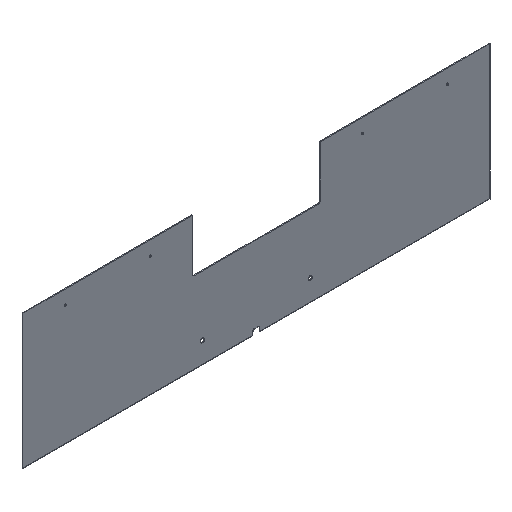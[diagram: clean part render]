
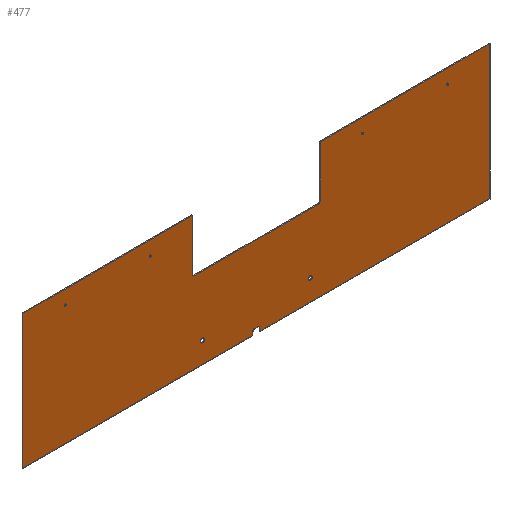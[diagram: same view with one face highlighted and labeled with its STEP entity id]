
A CAD part, isometric view. The second image highlights one B-rep face of the part: STEP entity #477.
In plain terms, the highlighted planar face has unit normal (0, -1, 0).
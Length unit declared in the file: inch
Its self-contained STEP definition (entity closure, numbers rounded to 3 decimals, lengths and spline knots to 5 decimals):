
#14=LINE('',#723,#54);
#15=LINE('',#727,#55);
#16=LINE('',#729,#56);
#17=LINE('',#731,#57);
#18=LINE('',#733,#58);
#19=LINE('',#735,#59);
#20=LINE('',#739,#60);
#21=LINE('',#743,#61);
#22=LINE('',#745,#62);
#23=LINE('',#747,#63);
#24=LINE('',#749,#64);
#25=LINE('',#751,#65);
#54=VECTOR('',#599,39.37008);
#55=VECTOR('',#602,39.37008);
#56=VECTOR('',#603,39.37008);
#57=VECTOR('',#604,39.37008);
#58=VECTOR('',#605,39.37008);
#59=VECTOR('',#606,39.37008);
#60=VECTOR('',#609,39.37008);
#61=VECTOR('',#612,39.37008);
#62=VECTOR('',#613,39.37008);
#63=VECTOR('',#614,39.37008);
#64=VECTOR('',#615,39.37008);
#65=VECTOR('',#616,39.37008);
#94=PLANE('',#533);
#114=FACE_BOUND('',#163,.T.);
#115=FACE_BOUND('',#164,.T.);
#116=FACE_BOUND('',#165,.T.);
#117=FACE_BOUND('',#166,.T.);
#118=FACE_BOUND('',#167,.T.);
#119=FACE_BOUND('',#168,.T.);
#132=FACE_OUTER_BOUND('',#162,.T.);
#162=EDGE_LOOP('',(#328,#329,#330,#331,#332,#333,#334,#335,#336,#337,#338,
#339,#340,#341,#342,#343));
#163=EDGE_LOOP('',(#344));
#164=EDGE_LOOP('',(#345));
#165=EDGE_LOOP('',(#346));
#166=EDGE_LOOP('',(#347));
#167=EDGE_LOOP('',(#348));
#168=EDGE_LOOP('',(#349));
#193=CIRCLE('',#517,0.28125);
#195=CIRCLE('',#520,0.28125);
#196=CIRCLE('',#522,0.125);
#198=CIRCLE('',#525,0.125);
#200=CIRCLE('',#528,0.125);
#202=CIRCLE('',#531,0.125);
#204=CIRCLE('',#534,0.25);
#205=CIRCLE('',#535,0.25);
#206=CIRCLE('',#536,0.25);
#207=CIRCLE('',#537,0.25);
#213=VERTEX_POINT('',#693);
#215=VERTEX_POINT('',#698);
#216=VERTEX_POINT('',#701);
#218=VERTEX_POINT('',#706);
#220=VERTEX_POINT('',#711);
#222=VERTEX_POINT('',#716);
#224=VERTEX_POINT('',#721);
#225=VERTEX_POINT('',#722);
#226=VERTEX_POINT('',#724);
#227=VERTEX_POINT('',#726);
#228=VERTEX_POINT('',#728);
#229=VERTEX_POINT('',#730);
#230=VERTEX_POINT('',#732);
#231=VERTEX_POINT('',#734);
#232=VERTEX_POINT('',#736);
#233=VERTEX_POINT('',#738);
#234=VERTEX_POINT('',#740);
#235=VERTEX_POINT('',#742);
#236=VERTEX_POINT('',#744);
#237=VERTEX_POINT('',#746);
#238=VERTEX_POINT('',#748);
#239=VERTEX_POINT('',#750);
#257=EDGE_CURVE('',#213,#213,#193,.T.);
#259=EDGE_CURVE('',#215,#215,#195,.T.);
#260=EDGE_CURVE('',#216,#216,#196,.T.);
#262=EDGE_CURVE('',#218,#218,#198,.T.);
#264=EDGE_CURVE('',#220,#220,#200,.T.);
#266=EDGE_CURVE('',#222,#222,#202,.T.);
#268=EDGE_CURVE('',#224,#225,#14,.T.);
#269=EDGE_CURVE('',#225,#226,#204,.T.);
#270=EDGE_CURVE('',#226,#227,#15,.T.);
#271=EDGE_CURVE('',#227,#228,#16,.T.);
#272=EDGE_CURVE('',#228,#229,#17,.T.);
#273=EDGE_CURVE('',#229,#230,#18,.T.);
#274=EDGE_CURVE('',#230,#231,#19,.T.);
#275=EDGE_CURVE('',#231,#232,#205,.T.);
#276=EDGE_CURVE('',#232,#233,#20,.T.);
#277=EDGE_CURVE('',#233,#234,#206,.T.);
#278=EDGE_CURVE('',#234,#235,#21,.T.);
#279=EDGE_CURVE('',#235,#236,#22,.T.);
#280=EDGE_CURVE('',#236,#237,#23,.T.);
#281=EDGE_CURVE('',#237,#238,#24,.T.);
#282=EDGE_CURVE('',#238,#239,#25,.T.);
#283=EDGE_CURVE('',#239,#224,#207,.T.);
#328=ORIENTED_EDGE('',*,*,#268,.T.);
#329=ORIENTED_EDGE('',*,*,#269,.T.);
#330=ORIENTED_EDGE('',*,*,#270,.T.);
#331=ORIENTED_EDGE('',*,*,#271,.T.);
#332=ORIENTED_EDGE('',*,*,#272,.T.);
#333=ORIENTED_EDGE('',*,*,#273,.T.);
#334=ORIENTED_EDGE('',*,*,#274,.T.);
#335=ORIENTED_EDGE('',*,*,#275,.T.);
#336=ORIENTED_EDGE('',*,*,#276,.T.);
#337=ORIENTED_EDGE('',*,*,#277,.T.);
#338=ORIENTED_EDGE('',*,*,#278,.T.);
#339=ORIENTED_EDGE('',*,*,#279,.T.);
#340=ORIENTED_EDGE('',*,*,#280,.T.);
#341=ORIENTED_EDGE('',*,*,#281,.T.);
#342=ORIENTED_EDGE('',*,*,#282,.T.);
#343=ORIENTED_EDGE('',*,*,#283,.T.);
#344=ORIENTED_EDGE('',*,*,#257,.T.);
#345=ORIENTED_EDGE('',*,*,#259,.T.);
#346=ORIENTED_EDGE('',*,*,#260,.T.);
#347=ORIENTED_EDGE('',*,*,#262,.T.);
#348=ORIENTED_EDGE('',*,*,#264,.T.);
#349=ORIENTED_EDGE('',*,*,#266,.T.);
#477=ADVANCED_FACE('',(#132,#114,#115,#116,#117,#118,#119),#94,.T.);
#517=AXIS2_PLACEMENT_3D('',#694,#565,#566);
#520=AXIS2_PLACEMENT_3D('',#699,#571,#572);
#522=AXIS2_PLACEMENT_3D('',#702,#575,#576);
#525=AXIS2_PLACEMENT_3D('',#707,#581,#582);
#528=AXIS2_PLACEMENT_3D('',#712,#587,#588);
#531=AXIS2_PLACEMENT_3D('',#717,#593,#594);
#533=AXIS2_PLACEMENT_3D('',#720,#597,#598);
#534=AXIS2_PLACEMENT_3D('',#725,#600,#601);
#535=AXIS2_PLACEMENT_3D('',#737,#607,#608);
#536=AXIS2_PLACEMENT_3D('',#741,#610,#611);
#537=AXIS2_PLACEMENT_3D('',#752,#617,#618);
#565=DIRECTION('center_axis',(0.,1.,0.));
#566=DIRECTION('ref_axis',(0.,0.,-1.));
#571=DIRECTION('center_axis',(0.,1.,0.));
#572=DIRECTION('ref_axis',(0.,0.,-1.));
#575=DIRECTION('center_axis',(0.,1.,0.));
#576=DIRECTION('ref_axis',(0.,0.,1.));
#581=DIRECTION('center_axis',(0.,1.,0.));
#582=DIRECTION('ref_axis',(0.,0.,1.));
#587=DIRECTION('center_axis',(0.,1.,0.));
#588=DIRECTION('ref_axis',(0.,0.,1.));
#593=DIRECTION('center_axis',(0.,1.,0.));
#594=DIRECTION('ref_axis',(0.,0.,1.));
#597=DIRECTION('center_axis',(0.,-1.,0.));
#598=DIRECTION('ref_axis',(0.,0.,-1.));
#599=DIRECTION('',(1.,0.,0.));
#600=DIRECTION('center_axis',(0.,1.,0.));
#601=DIRECTION('ref_axis',(0.,0.,1.));
#602=DIRECTION('',(0.,0.,-1.));
#603=DIRECTION('',(1.,0.,0.));
#604=DIRECTION('',(0.,0.,1.));
#605=DIRECTION('',(-1.,0.,0.));
#606=DIRECTION('',(0.,0.,-1.));
#607=DIRECTION('center_axis',(0.,1.,0.));
#608=DIRECTION('ref_axis',(0.,0.,-1.));
#609=DIRECTION('',(-1.,0.,0.));
#610=DIRECTION('center_axis',(0.,1.,0.));
#611=DIRECTION('ref_axis',(0.,0.,1.));
#612=DIRECTION('',(0.,0.,1.));
#613=DIRECTION('',(-1.,0.,0.));
#614=DIRECTION('',(0.,0.,-1.));
#615=DIRECTION('',(1.,0.,0.));
#616=DIRECTION('',(0.,0.,1.));
#617=DIRECTION('center_axis',(0.,1.,0.));
#618=DIRECTION('ref_axis',(0.,0.,1.));
#693=CARTESIAN_POINT('',(84.02698,-0.125,2.71875));
#694=CARTESIAN_POINT('Origin',(84.02698,-0.125,3.));
#698=CARTESIAN_POINT('',(99.27698,-0.125,2.71875));
#699=CARTESIAN_POINT('Origin',(99.27698,-0.125,3.));
#701=CARTESIAN_POINT('',(64.65198,-0.125,17.125));
#702=CARTESIAN_POINT('Origin',(64.65198,-0.125,17.));
#706=CARTESIAN_POINT('',(76.65198,-0.125,17.125));
#707=CARTESIAN_POINT('Origin',(76.65198,-0.125,17.));
#711=CARTESIAN_POINT('',(106.65198,-0.125,17.125));
#712=CARTESIAN_POINT('Origin',(106.65198,-0.125,17.));
#716=CARTESIAN_POINT('',(118.65198,-0.125,17.125));
#717=CARTESIAN_POINT('Origin',(118.65198,-0.125,17.));
#720=CARTESIAN_POINT('Origin',(91.65198,-0.125,9.5));
#721=CARTESIAN_POINT('',(91.40198,-0.125,0.75));
#722=CARTESIAN_POINT('',(91.90198,-0.125,0.75));
#723=CARTESIAN_POINT('',(91.65198,-0.125,0.75));
#724=CARTESIAN_POINT('',(92.15198,-0.125,0.5));
#725=CARTESIAN_POINT('Origin',(91.90198,-0.125,0.5));
#726=CARTESIAN_POINT('',(92.15198,-0.125,0.));
#727=CARTESIAN_POINT('',(92.15198,-0.125,9.5));
#728=CARTESIAN_POINT('',(124.65198,-0.125,0.));
#729=CARTESIAN_POINT('',(91.65198,-0.125,0.));
#730=CARTESIAN_POINT('',(124.65198,-0.125,19.));
#731=CARTESIAN_POINT('',(124.65198,-0.125,9.5));
#732=CARTESIAN_POINT('',(100.65198,-0.125,19.));
#733=CARTESIAN_POINT('',(91.65198,-0.125,19.));
#734=CARTESIAN_POINT('',(100.65198,-0.125,11.75));
#735=CARTESIAN_POINT('',(100.65198,-0.125,9.5));
#736=CARTESIAN_POINT('',(100.40198,-0.125,11.5));
#737=CARTESIAN_POINT('Origin',(100.40198,-0.125,11.75));
#738=CARTESIAN_POINT('',(82.90198,-0.125,11.5));
#739=CARTESIAN_POINT('',(91.65198,-0.125,11.5));
#740=CARTESIAN_POINT('',(82.65198,-0.125,11.75));
#741=CARTESIAN_POINT('Origin',(82.90198,-0.125,11.75));
#742=CARTESIAN_POINT('',(82.65198,-0.125,19.));
#743=CARTESIAN_POINT('',(82.65198,-0.125,9.5));
#744=CARTESIAN_POINT('',(58.65198,-0.125,19.));
#745=CARTESIAN_POINT('',(91.65198,-0.125,19.));
#746=CARTESIAN_POINT('',(58.65198,-0.125,0.));
#747=CARTESIAN_POINT('',(58.65198,-0.125,9.5));
#748=CARTESIAN_POINT('',(91.15198,-0.125,0.));
#749=CARTESIAN_POINT('',(91.65198,-0.125,0.));
#750=CARTESIAN_POINT('',(91.15198,-0.125,0.5));
#751=CARTESIAN_POINT('',(91.15198,-0.125,9.5));
#752=CARTESIAN_POINT('Origin',(91.40198,-0.125,0.5));
